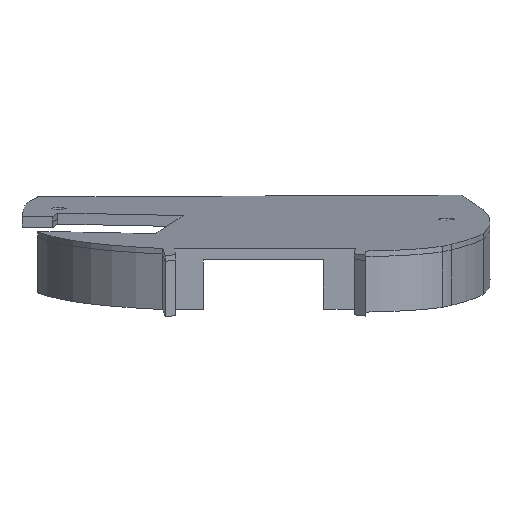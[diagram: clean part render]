
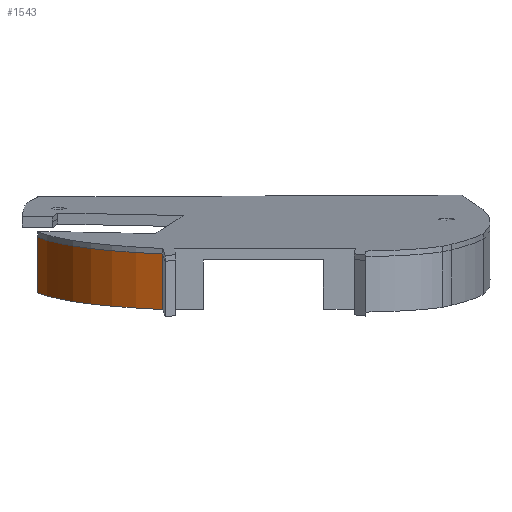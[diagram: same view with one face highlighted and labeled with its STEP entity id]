
A CAD part, front view. The second image highlights one B-rep face of the part: STEP entity #1543.
In plain terms, the highlighted free-form (B-spline) face has degree [5, 1] with [20, 2] control points.
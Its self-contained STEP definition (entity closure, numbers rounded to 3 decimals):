
#76=(
BOUNDED_CURVE()
B_SPLINE_CURVE(5,(#2148,#2149,#2150,#2151,#2152,#2153,#2154,#2155,#2156,
#2157,#2158,#2159,#2160,#2161),.UNSPECIFIED.,.F.,.F.)
B_SPLINE_CURVE_WITH_KNOTS((6,1,1,1,1,1,1,1,1,6),(0.05,0.1,
0.2,0.3,0.4,0.5,0.6,0.7,0.8,0.899),.UNSPECIFIED.)
CURVE()
GEOMETRIC_REPRESENTATION_ITEM()
RATIONAL_B_SPLINE_CURVE((1.,1.,1.,1.,1.,1.,1.,1.,1.,1.,1.,1.,1.,1.))
REPRESENTATION_ITEM('')
);
#78=(
BOUNDED_CURVE()
B_SPLINE_CURVE(5,(#2224,#2225,#2226,#2227,#2228,#2229,#2230,#2231,#2232,
#2233,#2234,#2235,#2236,#2237),.UNSPECIFIED.,.F.,.F.)
B_SPLINE_CURVE_WITH_KNOTS((6,1,1,1,1,1,1,1,1,6),(0.05,0.1,
0.2,0.3,0.4,0.5,0.6,0.7,0.8,0.899),.UNSPECIFIED.)
CURVE()
GEOMETRIC_REPRESENTATION_ITEM()
RATIONAL_B_SPLINE_CURVE((1.,1.,1.,1.,1.,1.,1.,1.,1.,1.,1.,1.,1.,1.))
REPRESENTATION_ITEM('')
);
#84=(
BOUNDED_SURFACE()
B_SPLINE_SURFACE(5,1,((#2183,#2184),(#2185,#2186),(#2187,#2188),(#2189,
#2190),(#2191,#2192),(#2193,#2194),(#2195,#2196),(#2197,#2198),(#2199,#2200),
(#2201,#2202),(#2203,#2204),(#2205,#2206),(#2207,#2208),(#2209,#2210),(#2211,
#2212),(#2213,#2214),(#2215,#2216),(#2217,#2218),(#2219,#2220),(#2221,#2222)),
 .UNSPECIFIED.,.F.,.F.,.F.)
B_SPLINE_SURFACE_WITH_KNOTS((6,1,1,1,1,1,1,1,1,1,5,6),(2,2),(0.05,
0.1,0.2,0.3,0.4,0.5,0.6,0.7,0.8,0.9,1.,1.106),(0.,1.),
 .UNSPECIFIED.)
GEOMETRIC_REPRESENTATION_ITEM()
RATIONAL_B_SPLINE_SURFACE(((1.,1.),(1.,1.),(1.,1.),(1.,1.),(1.,1.),(1.,
1.),(1.,1.),(1.,1.),(1.,1.),(1.,1.),(1.,1.),(1.,1.),(1.,1.),(1.,1.),(1.,
1.),(1.,1.),(1.,1.),(1.,1.),(1.,1.),(1.,1.)))
REPRESENTATION_ITEM('')
SURFACE()
);
#91=FACE_OUTER_BOUND('',#177,.T.);
#177=EDGE_LOOP('',(#1027,#1028,#1029,#1030));
#269=LINE('',#2238,#429);
#429=VECTOR('',#1744,10.);
#585=B_SPLINE_CURVE_WITH_KNOTS('',3,(#2087,#2088,#2089,#2090,#2091,#2092),
 .UNSPECIFIED.,.F.,.F.,(4,2,4),(-1.,-0.5,0.),
 .UNSPECIFIED.);
#629=VERTEX_POINT('',#2085);
#630=VERTEX_POINT('',#2086);
#635=VERTEX_POINT('',#2147);
#637=VERTEX_POINT('',#2223);
#781=EDGE_CURVE('',#629,#630,#585,.T.);
#787=EDGE_CURVE('',#635,#629,#76,.T.);
#790=EDGE_CURVE('',#637,#630,#78,.T.);
#791=EDGE_CURVE('',#635,#637,#269,.T.);
#1027=ORIENTED_EDGE('',*,*,#781,.T.);
#1028=ORIENTED_EDGE('',*,*,#790,.F.);
#1029=ORIENTED_EDGE('',*,*,#791,.F.);
#1030=ORIENTED_EDGE('',*,*,#787,.T.);
#1543=ADVANCED_FACE('',(#91),#84,.T.);
#1744=DIRECTION('',(0.,0.,-1.));
#2085=CARTESIAN_POINT('',(-46.656,280.825,90.651));
#2086=CARTESIAN_POINT('',(-46.656,280.825,80.651));
#2087=CARTESIAN_POINT('Ctrl Pts',(-46.656,280.825,90.651));
#2088=CARTESIAN_POINT('Ctrl Pts',(-46.656,280.825,88.984));
#2089=CARTESIAN_POINT('Ctrl Pts',(-46.656,280.825,87.317));
#2090=CARTESIAN_POINT('Ctrl Pts',(-46.656,280.825,83.984));
#2091=CARTESIAN_POINT('Ctrl Pts',(-46.656,280.825,82.317));
#2092=CARTESIAN_POINT('Ctrl Pts',(-46.656,280.825,80.651));
#2147=CARTESIAN_POINT('',(-25.199,253.515,90.651));
#2148=CARTESIAN_POINT('Ctrl Pts',(-25.199,253.515,90.651));
#2149=CARTESIAN_POINT('Ctrl Pts',(-25.584,253.689,90.651));
#2150=CARTESIAN_POINT('Ctrl Pts',(-26.736,254.226,90.651));
#2151=CARTESIAN_POINT('Ctrl Pts',(-28.606,255.179,90.651));
#2152=CARTESIAN_POINT('Ctrl Pts',(-31.1,256.65,90.651));
#2153=CARTESIAN_POINT('Ctrl Pts',(-34.068,258.799,90.651));
#2154=CARTESIAN_POINT('Ctrl Pts',(-37.039,261.544,90.651));
#2155=CARTESIAN_POINT('Ctrl Pts',(-39.656,264.67,90.651));
#2156=CARTESIAN_POINT('Ctrl Pts',(-41.911,268.184,90.651));
#2157=CARTESIAN_POINT('Ctrl Pts',(-43.819,272.056,90.651));
#2158=CARTESIAN_POINT('Ctrl Pts',(-45.096,275.42,90.651));
#2159=CARTESIAN_POINT('Ctrl Pts',(-45.925,278.077,90.651));
#2160=CARTESIAN_POINT('Ctrl Pts',(-46.423,279.903,90.651));
#2161=CARTESIAN_POINT('Ctrl Pts',(-46.656,280.825,90.651));
#2183=CARTESIAN_POINT('Ctrl Pts',(-25.199,253.515,90.651));
#2184=CARTESIAN_POINT('Ctrl Pts',(-25.199,253.515,80.651));
#2185=CARTESIAN_POINT('Ctrl Pts',(-25.584,253.689,90.651));
#2186=CARTESIAN_POINT('Ctrl Pts',(-25.584,253.689,80.651));
#2187=CARTESIAN_POINT('Ctrl Pts',(-26.736,254.226,90.651));
#2188=CARTESIAN_POINT('Ctrl Pts',(-26.736,254.226,80.651));
#2189=CARTESIAN_POINT('Ctrl Pts',(-28.606,255.179,90.651));
#2190=CARTESIAN_POINT('Ctrl Pts',(-28.606,255.179,80.651));
#2191=CARTESIAN_POINT('Ctrl Pts',(-31.1,256.65,90.651));
#2192=CARTESIAN_POINT('Ctrl Pts',(-31.1,256.65,80.651));
#2193=CARTESIAN_POINT('Ctrl Pts',(-34.068,258.799,90.651));
#2194=CARTESIAN_POINT('Ctrl Pts',(-34.068,258.799,80.651));
#2195=CARTESIAN_POINT('Ctrl Pts',(-37.039,261.544,90.651));
#2196=CARTESIAN_POINT('Ctrl Pts',(-37.039,261.544,80.651));
#2197=CARTESIAN_POINT('Ctrl Pts',(-39.656,264.67,90.651));
#2198=CARTESIAN_POINT('Ctrl Pts',(-39.656,264.67,80.651));
#2199=CARTESIAN_POINT('Ctrl Pts',(-41.911,268.184,90.651));
#2200=CARTESIAN_POINT('Ctrl Pts',(-41.911,268.184,80.651));
#2201=CARTESIAN_POINT('Ctrl Pts',(-43.824,272.066,90.651));
#2202=CARTESIAN_POINT('Ctrl Pts',(-43.824,272.066,80.651));
#2203=CARTESIAN_POINT('Ctrl Pts',(-45.424,276.284,90.651));
#2204=CARTESIAN_POINT('Ctrl Pts',(-45.424,276.284,80.651));
#2205=CARTESIAN_POINT('Ctrl Pts',(-46.475,279.904,90.651));
#2206=CARTESIAN_POINT('Ctrl Pts',(-46.475,279.904,80.651));
#2207=CARTESIAN_POINT('Ctrl Pts',(-47.143,282.749,90.651));
#2208=CARTESIAN_POINT('Ctrl Pts',(-47.143,282.749,80.651));
#2209=CARTESIAN_POINT('Ctrl Pts',(-47.536,284.702,90.651));
#2210=CARTESIAN_POINT('Ctrl Pts',(-47.536,284.702,80.651));
#2211=CARTESIAN_POINT('Ctrl Pts',(-47.719,285.693,90.651));
#2212=CARTESIAN_POINT('Ctrl Pts',(-47.719,285.693,80.651));
#2213=CARTESIAN_POINT('Ctrl Pts',(-47.913,286.742,90.651));
#2214=CARTESIAN_POINT('Ctrl Pts',(-47.913,286.742,80.651));
#2215=CARTESIAN_POINT('Ctrl Pts',(-48.107,287.791,90.651));
#2216=CARTESIAN_POINT('Ctrl Pts',(-48.107,287.791,80.651));
#2217=CARTESIAN_POINT('Ctrl Pts',(-48.301,288.841,90.651));
#2218=CARTESIAN_POINT('Ctrl Pts',(-48.301,288.841,80.651));
#2219=CARTESIAN_POINT('Ctrl Pts',(-48.495,289.89,90.651));
#2220=CARTESIAN_POINT('Ctrl Pts',(-48.495,289.89,80.651));
#2221=CARTESIAN_POINT('Ctrl Pts',(-48.689,290.939,90.651));
#2222=CARTESIAN_POINT('Ctrl Pts',(-48.689,290.939,80.651));
#2223=CARTESIAN_POINT('',(-25.199,253.515,80.651));
#2224=CARTESIAN_POINT('Ctrl Pts',(-25.199,253.515,80.651));
#2225=CARTESIAN_POINT('Ctrl Pts',(-25.584,253.689,80.651));
#2226=CARTESIAN_POINT('Ctrl Pts',(-26.736,254.226,80.651));
#2227=CARTESIAN_POINT('Ctrl Pts',(-28.606,255.179,80.651));
#2228=CARTESIAN_POINT('Ctrl Pts',(-31.1,256.65,80.651));
#2229=CARTESIAN_POINT('Ctrl Pts',(-34.068,258.799,80.651));
#2230=CARTESIAN_POINT('Ctrl Pts',(-37.039,261.544,80.651));
#2231=CARTESIAN_POINT('Ctrl Pts',(-39.656,264.67,80.651));
#2232=CARTESIAN_POINT('Ctrl Pts',(-41.911,268.184,80.651));
#2233=CARTESIAN_POINT('Ctrl Pts',(-43.819,272.056,80.651));
#2234=CARTESIAN_POINT('Ctrl Pts',(-45.096,275.42,80.651));
#2235=CARTESIAN_POINT('Ctrl Pts',(-45.925,278.077,80.651));
#2236=CARTESIAN_POINT('Ctrl Pts',(-46.423,279.903,80.651));
#2237=CARTESIAN_POINT('Ctrl Pts',(-46.656,280.825,80.651));
#2238=CARTESIAN_POINT('',(-25.199,253.515,90.651));
